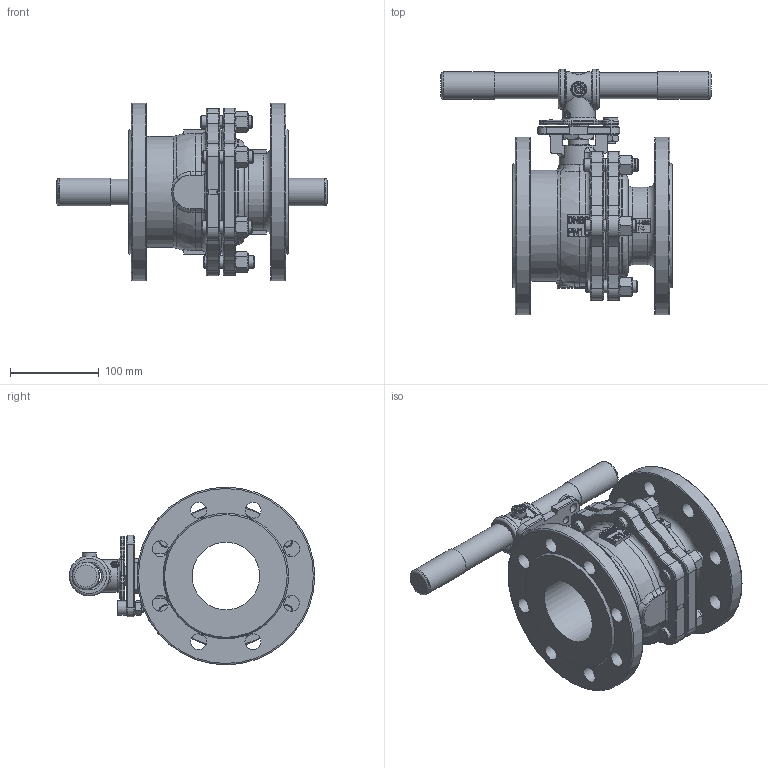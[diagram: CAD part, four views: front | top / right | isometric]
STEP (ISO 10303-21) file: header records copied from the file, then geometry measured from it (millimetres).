
FILE_DESCRIPTION(/* description */ ('Unknown'),/* implementation_level */ '2;1');
FILE_NAME(/* name */ '920_921_930-11',/* time_stamp */ '2020-11-02T09:43:27+01:00',/* author */ ('Unknown'),/* organization */ ('Unknown'),/* preprocessor_version */ 'ST-DEVELOPER v16.7',/* originating_system */ 'Solid Edge',/* authorisation */ 'Unknown');
FILE_SCHEMA (('AP203_CONFIGURATION_CONTROLLED_3D_DESIGN_OF_MECHANICAL_PARTS_AND_ASSEMBLIES_MIM_LF { 1 0 10303 203 3 1 4 }','AUTOMOTIVE_DESIGN {1 0 10303 214 3 1 1}'));
Length unit declared in the file: millimetre
Products named in the file (13): 920_921_930-11; DN80 PN16 概极; DN80 PN16 概裔; hex nuts, style 2-grades ab gb_GB_HEXAGON_TYPE13 M14 Normal Style-N; 概裝-100141205045204_304; hex jam nut_ai_HJNUT 0.8750-14-D-N; 蹟譫; M6 麥芛蹟邡; 詩奪忒梟; 忒梟蝶杶; double end studs bm=2d gb_GB_FASTENER_BOLT_DESB20 A M14X30-C; 长颈新型手柄连接块-100141218045203_铸件; M10X10-101107710010
Assembly tree (24 placements, depth 2):
  920_921_930-11
    DN80 PN16 概极
    DN80 PN16 概裔
    hex nuts, style 2-grades ab gb_GB_HEXAGON_TYPE13 M14 Normal Style-N  x6
    概裝-100141205045204_304
    hex jam nut_ai_HJNUT 0.8750-14-D-N
    蹟譫
    M6 麥芛蹟邡
    詩奪忒梟
    忒梟蝶杶  x2
    double end studs bm=2d gb_GB_FASTENER_BOLT_DESB20 A M14X30-C  x6
    长颈新型手柄连接块-100141218045203_铸件
    M10X10-101107710010  x2
Bounding box: 304 x 276.3 x 200 mm (x, y, z)
Volume: 2483427.5 mm3; surface area: 465616.2 mm2
Topology: 24 solids, 24 shells, 1117 faces, 2702 edges, 1697 vertices
Faces by surface type: plane 506, cylinder 198, cone 142, bspline 137, torus 129, sphere 5
Full cylindrical faces by diameter (mm): 6.7 x1, 7 x1, 8.5 x5, 10 x4, 11 x5, 11.835 x6, 12 x6, 14 x18, 16 x8, 18 x16, 20 x1, 20.637 x1, 21.7 x1, 22 x1, 22.2 x1, 22.225 x1, 24 x2, 24.7 x1, 26.6 x1, 27 x2, 27.3 x1, 29 x1, 31 x4, 31.5 x1, 37 x1, 48 x1, 76 x2, 117.6 x1, 124 x1, 125 x1
Entity records: 38187 total; most frequent: CARTESIAN_POINT 16674, ORIENTED_EDGE 4322, DIRECTION 4090, EDGE_CURVE 2161, AXIS2_PLACEMENT_3D 1509, VERTEX_POINT 1443, FACE_BOUND 1258, EDGE_LOOP 1257
